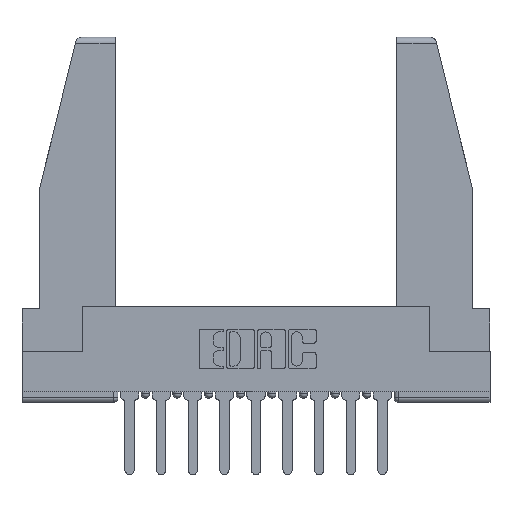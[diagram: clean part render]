
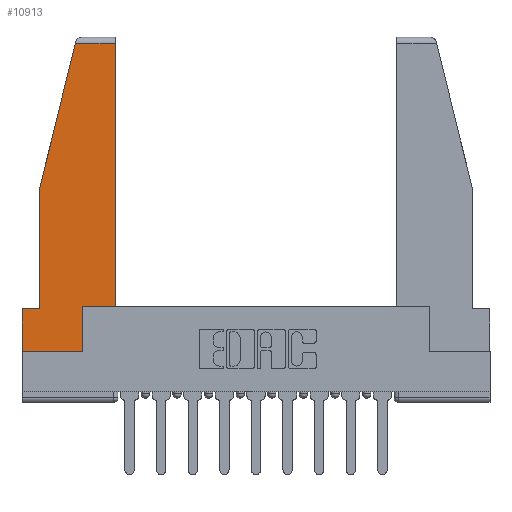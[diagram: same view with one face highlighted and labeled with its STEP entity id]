
A CAD part, top view. The second image highlights one B-rep face of the part: STEP entity #10913.
In plain terms, the highlighted planar face has unit normal (0, 0, 1).
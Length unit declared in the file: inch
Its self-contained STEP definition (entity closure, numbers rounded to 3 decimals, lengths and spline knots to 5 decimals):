
#253 = VECTOR ( 'NONE', #11728, 39.37008 ) ;
#715 = VECTOR ( 'NONE', #2720, 39.37008 ) ;
#1243 = VERTEX_POINT ( 'NONE', #4209 ) ;
#1281 = ORIENTED_EDGE ( 'NONE', *, *, #11195, .T. ) ;
#1522 = DIRECTION ( 'NONE',  ( 0., 1., 0. ) ) ;
#1683 = VERTEX_POINT ( 'NONE', #8521 ) ;
#1822 = CARTESIAN_POINT ( 'NONE',  ( 0.271, 1.55, 0. ) ) ;
#1947 = CARTESIAN_POINT ( 'NONE',  ( 0.086, 0.8, 0. ) ) ;
#1993 = DIRECTION ( 'NONE',  ( 0., -1., 0. ) ) ;
#2335 = EDGE_LOOP ( 'NONE', ( #6130, #4423, #6459, #1281, #8002, #8952, #4696, #9486, #3192 ) ) ;
#2515 = CARTESIAN_POINT ( 'NONE',  ( 0., 0., 0. ) ) ;
#2675 = VECTOR ( 'NONE', #11732, 39.37008 ) ;
#2720 = DIRECTION ( 'NONE',  ( 1., 0., 0. ) ) ;
#2735 = DIRECTION ( 'NONE',  ( -1., 0., 0. ) ) ;
#2990 = EDGE_CURVE ( 'NONE', #9933, #11818, #12982, .T. ) ;
#3011 = CARTESIAN_POINT ( 'NONE',  ( 0.461, 0.223, 0. ) ) ;
#3128 = DIRECTION ( 'NONE',  ( 0., -1., 0. ) ) ;
#3192 = ORIENTED_EDGE ( 'NONE', *, *, #9243, .T. ) ;
#3436 = VECTOR ( 'NONE', #1522, 39.37008 ) ;
#3749 = DIRECTION ( 'NONE',  ( 1., 0., 0. ) ) ;
#3848 = CARTESIAN_POINT ( 'NONE',  ( 0., 0.21, 0. ) ) ;
#4209 = CARTESIAN_POINT ( 'NONE',  ( 0.297, 0.223, 0. ) ) ;
#4423 = ORIENTED_EDGE ( 'NONE', *, *, #6840, .T. ) ;
#4696 = ORIENTED_EDGE ( 'NONE', *, *, #6731, .T. ) ;
#4829 = PLANE ( 'NONE',  #7003 ) ;
#4872 = VECTOR ( 'NONE', #3128, 39.37008 ) ;
#4880 = CARTESIAN_POINT ( 'NONE',  ( 0.297, 0., 0. ) ) ;
#5825 = CARTESIAN_POINT ( 'NONE',  ( 0.086, 0.8, 0. ) ) ;
#5995 = DIRECTION ( 'NONE',  ( 0., 0., 1. ) ) ;
#6130 = ORIENTED_EDGE ( 'NONE', *, *, #6722, .T. ) ;
#6177 = VECTOR ( 'NONE', #12624, 39.37008 ) ;
#6357 = LINE ( 'NONE', #9601, #2675 ) ;
#6459 = ORIENTED_EDGE ( 'NONE', *, *, #7593, .T. ) ;
#6722 = EDGE_CURVE ( 'NONE', #8037, #1683, #9068, .T. ) ;
#6731 = EDGE_CURVE ( 'NONE', #12417, #12092, #12121, .T. ) ;
#6840 = EDGE_CURVE ( 'NONE', #1683, #13006, #6357, .T. ) ;
#6887 = LINE ( 'NONE', #4880, #3436 ) ;
#7003 = AXIS2_PLACEMENT_3D ( 'NONE', #8051, #5995, #3749 ) ;
#7212 = CARTESIAN_POINT ( 'NONE',  ( 0., 0., 0. ) ) ;
#7405 = VERTEX_POINT ( 'NONE', #5825 ) ;
#7593 = EDGE_CURVE ( 'NONE', #13006, #7405, #12267, .T. ) ;
#7802 = LINE ( 'NONE', #8653, #4872 ) ;
#8002 = ORIENTED_EDGE ( 'NONE', *, *, #2990, .T. ) ;
#8037 = VERTEX_POINT ( 'NONE', #3011 ) ;
#8051 = CARTESIAN_POINT ( 'NONE',  ( 0., 0., 0. ) ) ;
#8331 = CARTESIAN_POINT ( 'NONE',  ( 0.086, 0.21, 0. ) ) ;
#8521 = CARTESIAN_POINT ( 'NONE',  ( 0.461, 1.52, 0. ) ) ;
#8653 = CARTESIAN_POINT ( 'NONE',  ( 0., 0.21, 0. ) ) ;
#8774 = CARTESIAN_POINT ( 'NONE',  ( 0.297, 0., 0. ) ) ;
#8952 = ORIENTED_EDGE ( 'NONE', *, *, #13318, .T. ) ;
#9068 = LINE ( 'NONE', #12429, #6177 ) ;
#9243 = EDGE_CURVE ( 'NONE', #1243, #8037, #10546, .T. ) ;
#9483 = LINE ( 'NONE', #1947, #10998 ) ;
#9486 = ORIENTED_EDGE ( 'NONE', *, *, #10895, .T. ) ;
#9601 = CARTESIAN_POINT ( 'NONE',  ( 0., 1.52, 0. ) ) ;
#9933 = VERTEX_POINT ( 'NONE', #8331 ) ;
#10546 = LINE ( 'NONE', #13596, #715 ) ;
#10895 = EDGE_CURVE ( 'NONE', #12092, #1243, #6887, .T. ) ;
#10913 = ADVANCED_FACE ( 'NONE', ( #12328 ), #4829, .T. ) ;
#10998 = VECTOR ( 'NONE', #1993, 39.37008 ) ;
#11195 = EDGE_CURVE ( 'NONE', #7405, #9933, #9483, .T. ) ;
#11728 = DIRECTION ( 'NONE',  ( -0.239, -0.971, 0. ) ) ;
#11732 = DIRECTION ( 'NONE',  ( -1., 0., 0. ) ) ;
#11818 = VERTEX_POINT ( 'NONE', #12268 ) ;
#12092 = VERTEX_POINT ( 'NONE', #8774 ) ;
#12121 = LINE ( 'NONE', #7212, #14004 ) ;
#12142 = CARTESIAN_POINT ( 'NONE',  ( 0.2636, 1.52, 0. ) ) ;
#12267 = LINE ( 'NONE', #1822, #253 ) ;
#12268 = CARTESIAN_POINT ( 'NONE',  ( 0., 0.21, 0. ) ) ;
#12328 = FACE_OUTER_BOUND ( 'NONE', #2335, .T. ) ;
#12417 = VERTEX_POINT ( 'NONE', #2515 ) ;
#12429 = CARTESIAN_POINT ( 'NONE',  ( 0.461, 0.223, 0. ) ) ;
#12570 = DIRECTION ( 'NONE',  ( 1., 0., 0. ) ) ;
#12624 = DIRECTION ( 'NONE',  ( 0., 1., 0. ) ) ;
#12642 = VECTOR ( 'NONE', #2735, 39.37008 ) ;
#12982 = LINE ( 'NONE', #3848, #12642 ) ;
#13006 = VERTEX_POINT ( 'NONE', #12142 ) ;
#13318 = EDGE_CURVE ( 'NONE', #11818, #12417, #7802, .T. ) ;
#13596 = CARTESIAN_POINT ( 'NONE',  ( 0.297, 0.223, 0. ) ) ;
#14004 = VECTOR ( 'NONE', #12570, 39.37008 ) ;
